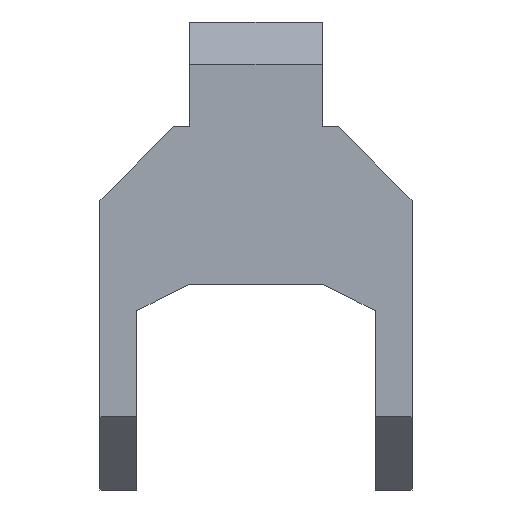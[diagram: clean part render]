
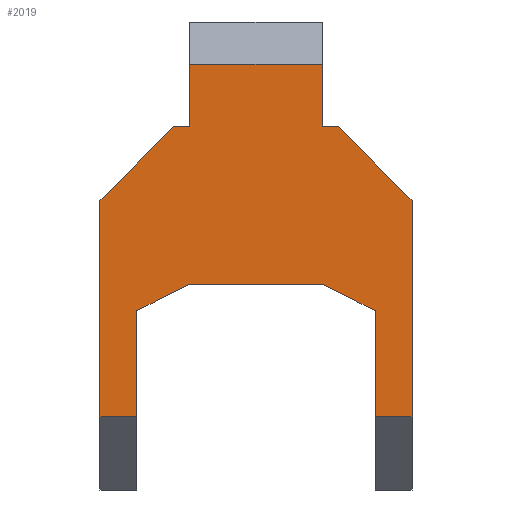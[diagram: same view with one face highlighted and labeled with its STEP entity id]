
A CAD part, front view. The second image highlights one B-rep face of the part: STEP entity #2019.
In plain terms, the highlighted planar face has unit normal (0, -1, 0).
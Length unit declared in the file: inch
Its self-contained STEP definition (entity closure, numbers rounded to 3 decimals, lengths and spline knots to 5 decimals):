
#15 = CARTESIAN_POINT ( 'NONE',  ( 0.85551, -0.30512, 0. ) ) ;
#18 = CARTESIAN_POINT ( 'NONE',  ( 1.90906, -0.30512, -3.3311 ) ) ;
#79 = AXIS2_PLACEMENT_3D ( 'NONE', #15, #412, #2038 ) ;
#96 = EDGE_CURVE ( 'NONE', #222, #1110, #441, .T. ) ;
#113 = CARTESIAN_POINT ( 'NONE',  ( -0.70354, -0.30512, -2.32165 ) ) ;
#144 = ORIENTED_EDGE ( 'NONE', *, *, #175, .T. ) ;
#150 = DIRECTION ( 'NONE',  ( 0., 0., -1. ) ) ;
#162 = ORIENTED_EDGE ( 'NONE', *, *, #573, .T. ) ;
#164 = EDGE_CURVE ( 'NONE', #2118, #494, #344, .T. ) ;
#175 = EDGE_CURVE ( 'NONE', #276, #2118, #997, .T. ) ;
#176 = CARTESIAN_POINT ( 'NONE',  ( -0.35354, -0.30512, -0.5748 ) ) ;
#222 = VERTEX_POINT ( 'NONE', #1267 ) ;
#263 = CARTESIAN_POINT ( 'NONE',  ( 1.05906, -0.30512, -0.5748 ) ) ;
#270 = DIRECTION ( 'NONE',  ( 1., 0., 0. ) ) ;
#276 = VERTEX_POINT ( 'NONE', #1180 ) ;
#330 = ORIENTED_EDGE ( 'NONE', *, *, #916, .F. ) ;
#336 = LINE ( 'NONE', #1117, #1970 ) ;
#344 = LINE ( 'NONE', #816, #657 ) ;
#345 = CARTESIAN_POINT ( 'NONE',  ( 1.90906, -0.30512, -0.5748 ) ) ;
#351 = VECTOR ( 'NONE', #270, 39.37008 ) ;
#358 = CARTESIAN_POINT ( 'NONE',  ( 0.85551, -0.30512, -3.3311 ) ) ;
#364 = EDGE_CURVE ( 'NONE', #1022, #1150, #1587, .T. ) ;
#366 = CARTESIAN_POINT ( 'NONE',  ( 1.20906, -0.30512, -0.5748 ) ) ;
#385 = DIRECTION ( 'NONE',  ( 1., 0., 0. ) ) ;
#412 = DIRECTION ( 'NONE',  ( 0., -1., 0. ) ) ;
#415 = CARTESIAN_POINT ( 'NONE',  ( 1.55906, -0.30512, -2.32165 ) ) ;
#441 = LINE ( 'NONE', #452, #1383 ) ;
#446 = DIRECTION ( 'NONE',  ( 0.894, 0., -0.447 ) ) ;
#449 = EDGE_CURVE ( 'NONE', #473, #855, #2079, .T. ) ;
#452 = CARTESIAN_POINT ( 'NONE',  ( 1.05906, -0.30512, 0.41863 ) ) ;
#455 = EDGE_CURVE ( 'NONE', #1620, #862, #1755, .T. ) ;
#460 = CARTESIAN_POINT ( 'NONE',  ( 1.05906, -0.30512, -2.07165 ) ) ;
#473 = VERTEX_POINT ( 'NONE', #460 ) ;
#486 = LINE ( 'NONE', #671, #1139 ) ;
#488 = DIRECTION ( 'NONE',  ( 0.707, 0., 0.707 ) ) ;
#494 = VERTEX_POINT ( 'NONE', #176 ) ;
#524 = DIRECTION ( 'NONE',  ( 1., 0., 0. ) ) ;
#556 = CARTESIAN_POINT ( 'NONE',  ( -0.70354, -0.30512, -3.3311 ) ) ;
#573 = EDGE_CURVE ( 'NONE', #1223, #651, #486, .T. ) ;
#576 = ORIENTED_EDGE ( 'NONE', *, *, #1570, .F. ) ;
#599 = CARTESIAN_POINT ( 'NONE',  ( -1.05354, -0.30512, -0.5748 ) ) ;
#619 = VECTOR ( 'NONE', #1549, 39.37008 ) ;
#651 = VERTEX_POINT ( 'NONE', #366 ) ;
#657 = VECTOR ( 'NONE', #1478, 39.37008 ) ;
#671 = CARTESIAN_POINT ( 'NONE',  ( 1.20906, -0.30512, -0.5748 ) ) ;
#675 = EDGE_CURVE ( 'NONE', #1022, #473, #2006, .T. ) ;
#696 = VECTOR ( 'NONE', #446, 39.37008 ) ;
#721 = ORIENTED_EDGE ( 'NONE', *, *, #1609, .F. ) ;
#794 = CARTESIAN_POINT ( 'NONE',  ( -0.70354, -0.30512, -2.32165 ) ) ;
#798 = VECTOR ( 'NONE', #984, 39.37008 ) ;
#816 = CARTESIAN_POINT ( 'NONE',  ( -1.05354, -0.30512, -0.5748 ) ) ;
#823 = LINE ( 'NONE', #1963, #1002 ) ;
#829 = VECTOR ( 'NONE', #1767, 39.37008 ) ;
#838 = VECTOR ( 'NONE', #150, 39.37008 ) ;
#841 = VECTOR ( 'NONE', #385, 39.37008 ) ;
#855 = VERTEX_POINT ( 'NONE', #415 ) ;
#862 = VERTEX_POINT ( 'NONE', #1227 ) ;
#892 = CARTESIAN_POINT ( 'NONE',  ( -1.05354, -0.30512, 0.01863 ) ) ;
#905 = ORIENTED_EDGE ( 'NONE', *, *, #1360, .T. ) ;
#916 = EDGE_CURVE ( 'NONE', #2051, #855, #1367, .T. ) ;
#936 = VECTOR ( 'NONE', #488, 39.37008 ) ;
#940 = VECTOR ( 'NONE', #1598, 39.37008 ) ;
#978 = EDGE_CURVE ( 'NONE', #276, #222, #1558, .T. ) ;
#984 = DIRECTION ( 'NONE',  ( -1., 0., 0. ) ) ;
#997 = LINE ( 'NONE', #1438, #829 ) ;
#1002 = VECTOR ( 'NONE', #1484, 39.37008 ) ;
#1022 = VERTEX_POINT ( 'NONE', #1073 ) ;
#1030 = ORIENTED_EDGE ( 'NONE', *, *, #675, .T. ) ;
#1043 = CARTESIAN_POINT ( 'NONE',  ( -0.20354, -0.30512, -0.5748 ) ) ;
#1073 = CARTESIAN_POINT ( 'NONE',  ( -0.20354, -0.30512, -2.07165 ) ) ;
#1080 = CARTESIAN_POINT ( 'NONE',  ( 1.55906, -0.30512, -2.32165 ) ) ;
#1098 = DIRECTION ( 'NONE',  ( 0., 0., -1. ) ) ;
#1110 = VERTEX_POINT ( 'NONE', #263 ) ;
#1113 = ORIENTED_EDGE ( 'NONE', *, *, #455, .T. ) ;
#1117 = CARTESIAN_POINT ( 'NONE',  ( -0.70354, -0.30512, 0. ) ) ;
#1139 = VECTOR ( 'NONE', #1141, 39.37008 ) ;
#1141 = DIRECTION ( 'NONE',  ( -0.707, 0., 0.707 ) ) ;
#1150 = VERTEX_POINT ( 'NONE', #794 ) ;
#1154 = LINE ( 'NONE', #1813, #798 ) ;
#1157 = CARTESIAN_POINT ( 'NONE',  ( 1.90906, -0.30512, -1.2748 ) ) ;
#1166 = LINE ( 'NONE', #358, #351 ) ;
#1180 = CARTESIAN_POINT ( 'NONE',  ( -0.20354, -0.30512, 0.01863 ) ) ;
#1186 = CARTESIAN_POINT ( 'NONE',  ( 0.85551, -0.30512, -2.07165 ) ) ;
#1189 = ORIENTED_EDGE ( 'NONE', *, *, #978, .F. ) ;
#1213 = EDGE_CURVE ( 'NONE', #1223, #1683, #1469, .T. ) ;
#1223 = VERTEX_POINT ( 'NONE', #1157 ) ;
#1227 = CARTESIAN_POINT ( 'NONE',  ( -1.05354, -0.30512, -3.3311 ) ) ;
#1265 = EDGE_CURVE ( 'NONE', #1338, #1150, #336, .T. ) ;
#1267 = CARTESIAN_POINT ( 'NONE',  ( 1.05906, -0.30512, 0.01863 ) ) ;
#1317 = FACE_OUTER_BOUND ( 'NONE', #1936, .T. ) ;
#1338 = VERTEX_POINT ( 'NONE', #556 ) ;
#1344 = ORIENTED_EDGE ( 'NONE', *, *, #96, .F. ) ;
#1360 = EDGE_CURVE ( 'NONE', #862, #1338, #1166, .T. ) ;
#1367 = LINE ( 'NONE', #1513, #619 ) ;
#1383 = VECTOR ( 'NONE', #1836, 39.37008 ) ;
#1438 = CARTESIAN_POINT ( 'NONE',  ( -0.20354, -0.30512, 0.41863 ) ) ;
#1440 = ORIENTED_EDGE ( 'NONE', *, *, #449, .T. ) ;
#1469 = LINE ( 'NONE', #345, #838 ) ;
#1478 = DIRECTION ( 'NONE',  ( -1., 0., 0. ) ) ;
#1484 = DIRECTION ( 'NONE',  ( 1., 0., 0. ) ) ;
#1492 = PLANE ( 'NONE',  #79 ) ;
#1513 = CARTESIAN_POINT ( 'NONE',  ( 1.55906, -0.30512, 0. ) ) ;
#1533 = VECTOR ( 'NONE', #1098, 39.37008 ) ;
#1549 = DIRECTION ( 'NONE',  ( 0., 0., 1. ) ) ;
#1558 = LINE ( 'NONE', #892, #2041 ) ;
#1570 = EDGE_CURVE ( 'NONE', #1110, #651, #823, .T. ) ;
#1581 = EDGE_CURVE ( 'NONE', #1620, #494, #1644, .T. ) ;
#1587 = LINE ( 'NONE', #113, #940 ) ;
#1598 = DIRECTION ( 'NONE',  ( -0.894, 0., -0.447 ) ) ;
#1609 = EDGE_CURVE ( 'NONE', #1683, #2051, #1154, .T. ) ;
#1615 = CARTESIAN_POINT ( 'NONE',  ( -1.05354, -0.30512, -1.2748 ) ) ;
#1620 = VERTEX_POINT ( 'NONE', #1615 ) ;
#1626 = ORIENTED_EDGE ( 'NONE', *, *, #1581, .F. ) ;
#1644 = LINE ( 'NONE', #1955, #936 ) ;
#1656 = DIRECTION ( 'NONE',  ( 0., 0., 1. ) ) ;
#1683 = VERTEX_POINT ( 'NONE', #18 ) ;
#1725 = CARTESIAN_POINT ( 'NONE',  ( 1.55906, -0.30512, -3.3311 ) ) ;
#1755 = LINE ( 'NONE', #599, #1533 ) ;
#1767 = DIRECTION ( 'NONE',  ( 0., 0., -1. ) ) ;
#1789 = ORIENTED_EDGE ( 'NONE', *, *, #164, .T. ) ;
#1813 = CARTESIAN_POINT ( 'NONE',  ( 0., -0.30512, -3.3311 ) ) ;
#1836 = DIRECTION ( 'NONE',  ( 0., 0., -1. ) ) ;
#1936 = EDGE_LOOP ( 'NONE', ( #1189, #144, #1789, #1626, #1113, #905, #2026, #2097, #1030, #1440, #330, #721, #1982, #162, #576, #1344 ) ) ;
#1955 = CARTESIAN_POINT ( 'NONE',  ( -0.35354, -0.30512, -0.5748 ) ) ;
#1963 = CARTESIAN_POINT ( 'NONE',  ( 1.90906, -0.30512, -0.5748 ) ) ;
#1970 = VECTOR ( 'NONE', #1656, 39.37008 ) ;
#1982 = ORIENTED_EDGE ( 'NONE', *, *, #1213, .F. ) ;
#2006 = LINE ( 'NONE', #1186, #841 ) ;
#2019 = ADVANCED_FACE ( 'NONE', ( #1317 ), #1492, .T. ) ;
#2026 = ORIENTED_EDGE ( 'NONE', *, *, #1265, .T. ) ;
#2038 = DIRECTION ( 'NONE',  ( 0., 0., -1. ) ) ;
#2041 = VECTOR ( 'NONE', #524, 39.37008 ) ;
#2051 = VERTEX_POINT ( 'NONE', #1725 ) ;
#2079 = LINE ( 'NONE', #1080, #696 ) ;
#2097 = ORIENTED_EDGE ( 'NONE', *, *, #364, .F. ) ;
#2118 = VERTEX_POINT ( 'NONE', #1043 ) ;
